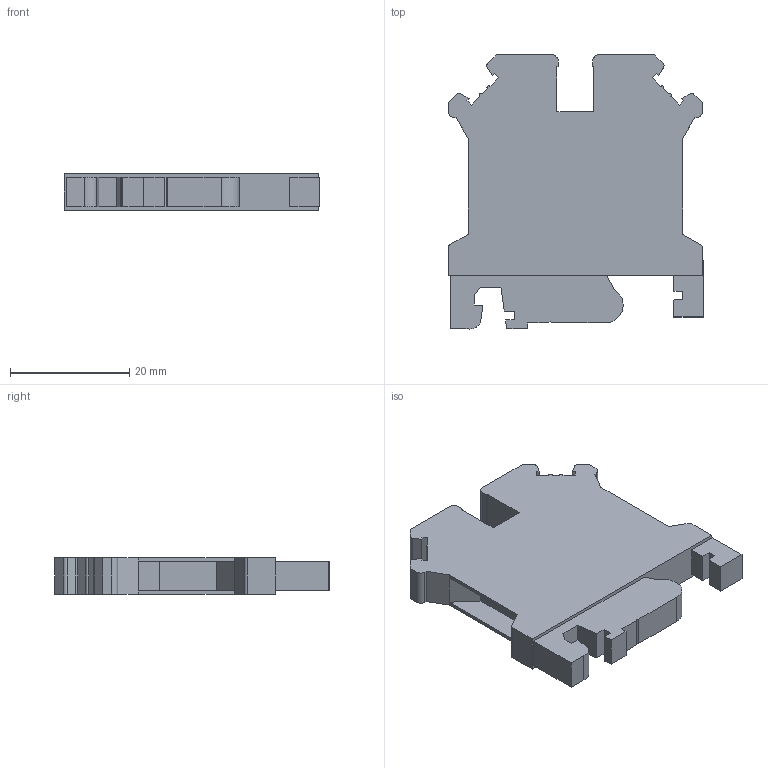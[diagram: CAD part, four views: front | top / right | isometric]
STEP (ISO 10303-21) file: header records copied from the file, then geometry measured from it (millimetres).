
FILE_DESCRIPTION((''),'2;1');
FILE_NAME('UKJ-4JD','2021-11-18T',('Administrator'),(''),'PRO/ENGINEER BY PARAMETRIC TECHNOLOGY CORPORATION, 2013230','PRO/ENGINEER BY PARAMETRIC TECHNOLOGY CORPORATION, 2013230','');
FILE_SCHEMA(('AUTOMOTIVE_DESIGN { 1 0 10303 214 1 1 1 1 }'));
Length unit declared in the file: millimetre
Products named in the file (1): UKJ-4JD
Bounding box: 42.8 x 45.98 x 6.2 mm (x, y, z)
Volume: 8504.8 mm3; surface area: 4901.9 mm2
Topology: 1 solids, 1 shells, 115 faces, 331 edges, 222 vertices
Faces by surface type: plane 92, cylinder 23
Entity records: 3846 total; most frequent: CARTESIAN_POINT 670, ORIENTED_EDGE 662, DIRECTION 619, EDGE_CURVE 331, VECTOR 273, LINE 273, VERTEX_POINT 222, AXIS2_PLACEMENT_3D 173
